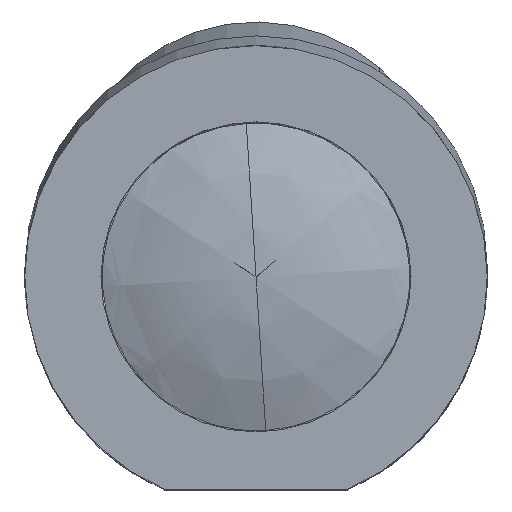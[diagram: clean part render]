
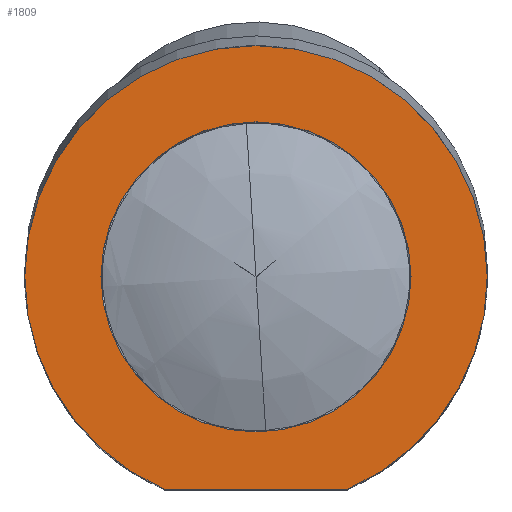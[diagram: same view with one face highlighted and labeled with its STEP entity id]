
A CAD part, top view. The second image highlights one B-rep face of the part: STEP entity #1809.
In plain terms, the highlighted planar face has unit normal (0, 0, 1).
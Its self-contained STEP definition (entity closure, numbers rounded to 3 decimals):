
#274 = DIRECTION ( 'NONE',  ( 1., 0., 0. ) ) ;
#275 = DIRECTION ( 'NONE',  ( 0., 0., 1. ) ) ;
#276 = CARTESIAN_POINT ( 'NONE',  ( 0., 0., 0. ) ) ;
#277 = AXIS2_PLACEMENT_3D ( 'NONE', #276, #275, #274 ) ;
#278 = CIRCLE ( 'NONE', #277, 3.023 ) ;
#372 = CARTESIAN_POINT ( 'NONE',  ( 1.785, -4.14, 0. ) ) ;
#547 = DIRECTION ( 'NONE',  ( 1., 0., 0. ) ) ;
#548 = DIRECTION ( 'NONE',  ( 0., 0., 1. ) ) ;
#549 = CARTESIAN_POINT ( 'NONE',  ( 0., 0., 0. ) ) ;
#550 = AXIS2_PLACEMENT_3D ( 'NONE', #549, #548, #547 ) ;
#551 = CIRCLE ( 'NONE', #550, 4.508 ) ;
#594 = CARTESIAN_POINT ( 'NONE',  ( -3.023, 0., 0. ) ) ;
#753 = FACE_BOUND ( 'NONE', #2051, .T. ) ;
#785 = DIRECTION ( 'NONE',  ( 0., 0., 1. ) ) ;
#786 = CARTESIAN_POINT ( 'NONE',  ( 0., 0., 0. ) ) ;
#787 = AXIS2_PLACEMENT_3D ( 'NONE', #786, #785, #835 ) ;
#790 = PLANE ( 'NONE',  #787 ) ;
#796 = FACE_OUTER_BOUND ( 'NONE', #1810, .T. ) ;
#835 = DIRECTION ( 'NONE',  ( 1., 0., 0. ) ) ;
#1264 = DIRECTION ( 'NONE',  ( 1., 0., 0. ) ) ;
#1265 = DIRECTION ( 'NONE',  ( 0., 0., 1. ) ) ;
#1266 = CARTESIAN_POINT ( 'NONE',  ( 0., 0., 0. ) ) ;
#1267 = AXIS2_PLACEMENT_3D ( 'NONE', #1266, #1265, #1264 ) ;
#1268 = CIRCLE ( 'NONE', #1267, 4.508 ) ;
#1447 = CARTESIAN_POINT ( 'NONE',  ( -1.785, -4.14, 0. ) ) ;
#1448 = DIRECTION ( 'NONE',  ( -1., 0., 0. ) ) ;
#1449 = VECTOR ( 'NONE', #1448, 1000. ) ;
#1450 = CARTESIAN_POINT ( 'NONE',  ( 0., -4.14, 0. ) ) ;
#1457 = LINE ( 'NONE', #1450, #1449 ) ;
#1475 = DIRECTION ( 'NONE',  ( 1., 0., 0. ) ) ;
#1476 = DIRECTION ( 'NONE',  ( 0., 0., 1. ) ) ;
#1477 = CARTESIAN_POINT ( 'NONE',  ( 0., 0., 0. ) ) ;
#1478 = AXIS2_PLACEMENT_3D ( 'NONE', #1477, #1476, #1475 ) ;
#1479 = CIRCLE ( 'NONE', #1478, 3.023 ) ;
#1508 = VERTEX_POINT ( 'NONE', #2077 ) ;
#1530 = EDGE_CURVE ( 'NONE', #1531, #1551, #2269, .T. ) ;
#1531 = VERTEX_POINT ( 'NONE', #2146 ) ;
#1551 = VERTEX_POINT ( 'NONE', #2213 ) ;
#1715 = VERTEX_POINT ( 'NONE', #372 ) ;
#1745 = EDGE_CURVE ( 'NONE', #1800, #1508, #278, .T. ) ;
#1754 = EDGE_CURVE ( 'NONE', #1715, #1531, #551, .T. ) ;
#1800 = VERTEX_POINT ( 'NONE', #594 ) ;
#1809 = ADVANCED_FACE ( 'NONE', ( #796, #753 ), #790, .T. ) ;
#1810 = EDGE_LOOP ( 'NONE', ( #1811, #2056, #1986, #1987 ) ) ;
#1811 = ORIENTED_EDGE ( 'NONE', *, *, #2054, .F. ) ;
#1986 = ORIENTED_EDGE ( 'NONE', *, *, #1530, .T. ) ;
#1987 = ORIENTED_EDGE ( 'NONE', *, *, #1988, .T. ) ;
#1988 = EDGE_CURVE ( 'NONE', #1551, #2055, #1268, .T. ) ;
#2051 = EDGE_LOOP ( 'NONE', ( #2125, #2127 ) ) ;
#2054 = EDGE_CURVE ( 'NONE', #1715, #2055, #1457, .T. ) ;
#2055 = VERTEX_POINT ( 'NONE', #1447 ) ;
#2056 = ORIENTED_EDGE ( 'NONE', *, *, #1754, .T. ) ;
#2077 = CARTESIAN_POINT ( 'NONE',  ( 3.023, 0., 0. ) ) ;
#2125 = ORIENTED_EDGE ( 'NONE', *, *, #2126, .F. ) ;
#2126 = EDGE_CURVE ( 'NONE', #1508, #1800, #1479, .T. ) ;
#2127 = ORIENTED_EDGE ( 'NONE', *, *, #1745, .F. ) ;
#2146 = CARTESIAN_POINT ( 'NONE',  ( 4.508, 0., 0. ) ) ;
#2147 = DIRECTION ( 'NONE',  ( 1., 0., 0. ) ) ;
#2148 = DIRECTION ( 'NONE',  ( 0., 0., 1. ) ) ;
#2149 = CARTESIAN_POINT ( 'NONE',  ( 0., 0., 0. ) ) ;
#2150 = AXIS2_PLACEMENT_3D ( 'NONE', #2149, #2148, #2147 ) ;
#2213 = CARTESIAN_POINT ( 'NONE',  ( -4.508, 0., 0. ) ) ;
#2269 = CIRCLE ( 'NONE', #2150, 4.508 ) ;
